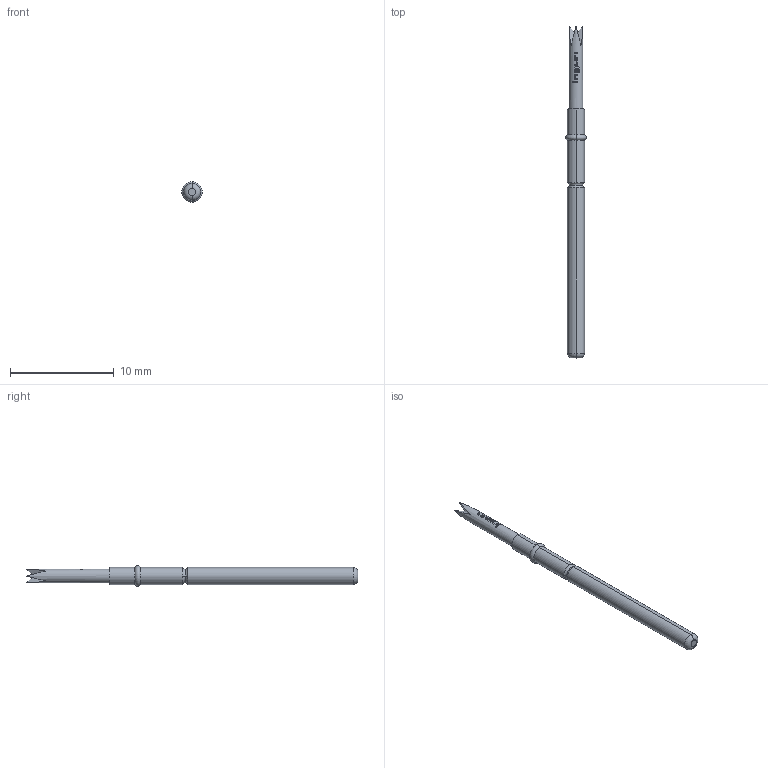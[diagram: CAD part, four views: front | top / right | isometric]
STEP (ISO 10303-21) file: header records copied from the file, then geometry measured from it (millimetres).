
FILE_DESCRIPTION (( 'STEP AP203' ), '1' );
FILE_NAME ('INGUN_GKS-912_214_130_R_xx03.STEP', '2021-09-28T12:51:51', ( 'ochi' ), ( '' ), 'SwSTEP 2.0', 'SolidWorks 2018', '' );
FILE_SCHEMA (( 'CONFIG_CONTROL_DESIGN' ));
Length unit declared in the file: millimetre
Products named in the file (1): INGUN_GKS-912_214_130_R_xx03
Bounding box: 2 x 32 x 2 mm (x, y, z)
Volume: 60.8 mm3; surface area: 162.5 mm2
Topology: 1 solids, 1 shells, 94 faces, 240 edges, 155 vertices
Faces by surface type: bspline 62, cylinder 14, plane 10, torus 8
Entity records: 3923 total; most frequent: CARTESIAN_POINT 2124, ORIENTED_EDGE 480, EDGE_CURVE 240, B_SPLINE_CURVE_WITH_KNOTS 186, VERTEX_POINT 155, DIRECTION 142, EDGE_LOOP 101, FACE_OUTER_BOUND 94
